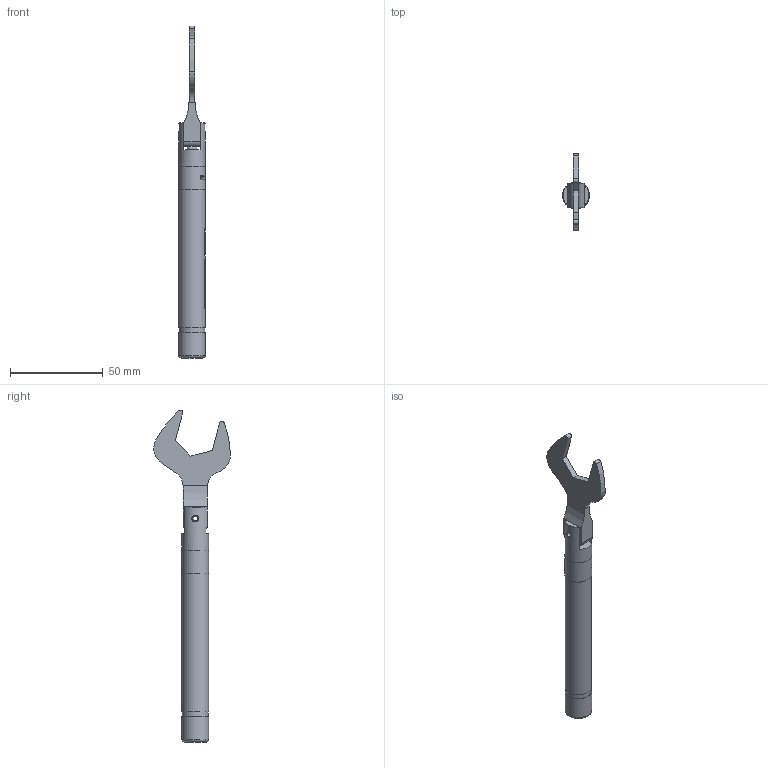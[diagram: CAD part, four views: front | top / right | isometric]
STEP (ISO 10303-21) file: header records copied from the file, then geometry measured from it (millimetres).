
FILE_DESCRIPTION (( 'STEP AP203' ), '1' );
FILE_NAME ('PE5019_3D.step', '2021-09-29T14:58:12', ( '' ), ( '' ), 'SwSTEP 2.0', 'SolidWorks 2021', '' );
FILE_SCHEMA (( 'CONFIG_CONTROL_DESIGN' ));
Length unit declared in the file: inch
Products named in the file (3): Handle^PE5019; PE5019_3D; Head^PE5019_-7,-8
Assembly tree (2 placements, depth 2):
  PE5019_3D
    Handle^PE5019
    Head^PE5019_-7,-8
Bounding box: 14.5 x 41.36 x 179.29 mm (x, y, z)
Volume: 23205.6 mm3; surface area: 11033.4 mm2
Topology: 4 solids, 4 shells, 686 faces, 1904 edges, 1269 vertices
Faces by surface type: bspline 287, plane 241, cylinder 153, cone 3, torus 1, sphere 1
Full cylindrical faces by diameter (mm): 3.683 x2, 3.81 x1, 7.01 x1, 13.843 x1, 14.351 x5, 14.503 x1
Entity records: 43473 total; most frequent: CARTESIAN_POINT 29301, ORIENTED_EDGE 3646, EDGE_CURVE 1823, DIRECTION 1582, VERTEX_POINT 1222, B_SPLINE_CURVE_WITH_KNOTS 1063, EDGE_LOOP 757, FACE_OUTER_BOUND 691
